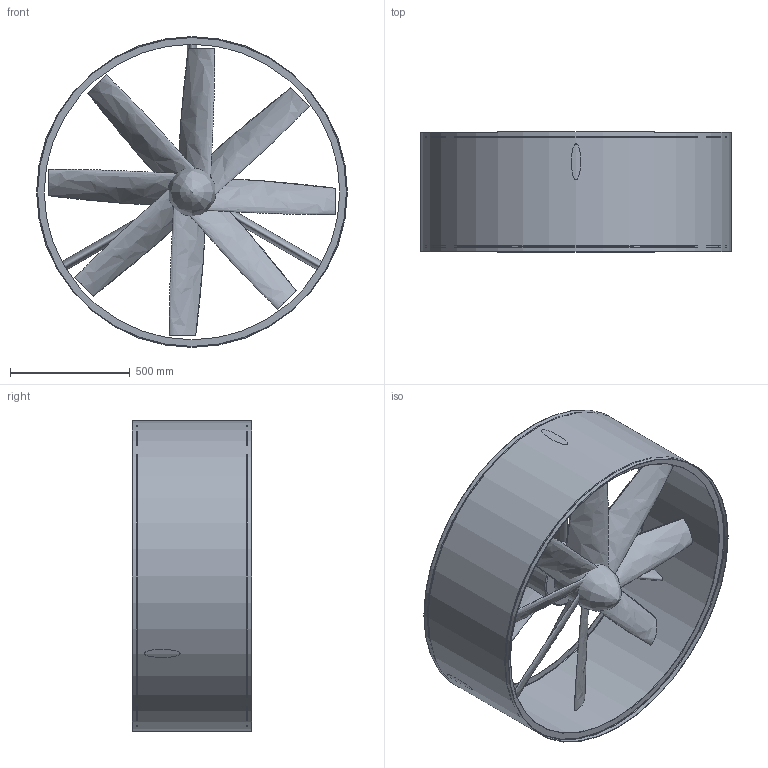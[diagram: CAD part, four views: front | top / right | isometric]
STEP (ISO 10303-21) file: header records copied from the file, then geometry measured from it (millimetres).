
FILE_DESCRIPTION(/* description */ (''),/* implementation_level */ '2;1');
FILE_NAME(/* name */ 'wind tunnel fan.stp',/* time_stamp */ '2025-04-09T17:57:06+03:00',/* author */ (''),/* organization */ (''),/* preprocessor_version */ 'ST-DEVELOPER v20',/* originating_system */ 'SIEMENS PLM Software NX2406.1700',/* authorisation */ '');
FILE_SCHEMA (('AUTOMOTIVE_DESIGN { 1 0 10303 214 3 1 1 1 }'));
Length unit declared in the file: millimetre
Products named in the file (1): wind tunnel fan
Bounding box: 1300 x 500 x 1300 mm (x, y, z)
Volume: 41938493.1 mm3; surface area: 7166549.7 mm2
Topology: 10 solids, 10 shells, 65 faces, 103 edges, 71 vertices
Faces by surface type: plane 25, bspline 17, cylinder 12, cone 4, torus 4, extrusion 3
Full cylindrical faces by diameter (mm): 200 x2, 300 x1, 1236 x2, 1296 x3, 1300 x1
Entity records: 4204 total; most frequent: CARTESIAN_POINT 3129, ORIENTED_EDGE 160, DIRECTION 153, EDGE_LOOP 96, EDGE_CURVE 80, AXIS2_PLACEMENT_3D 75, ADVANCED_FACE 65, VERTEX_POINT 65
